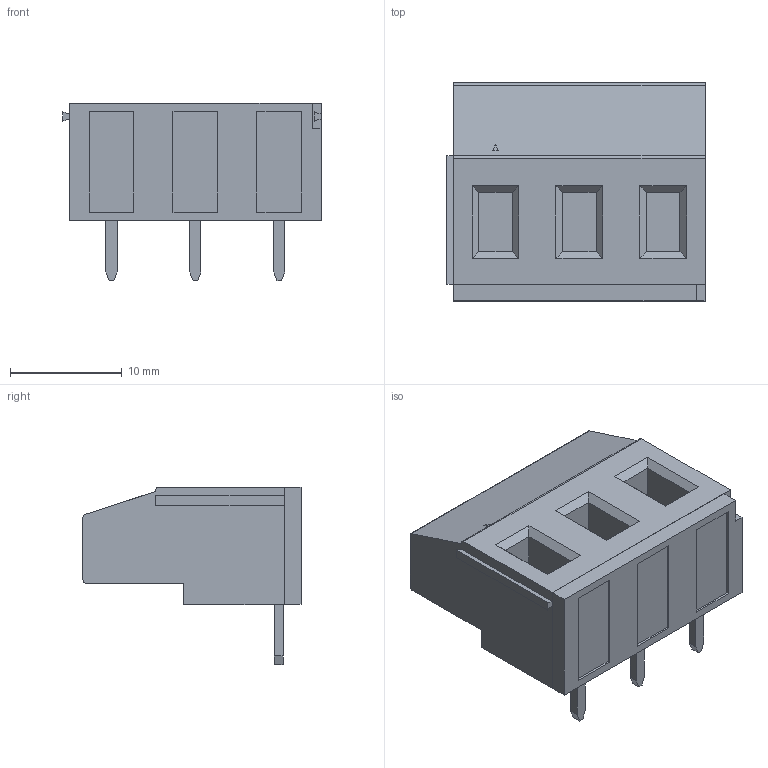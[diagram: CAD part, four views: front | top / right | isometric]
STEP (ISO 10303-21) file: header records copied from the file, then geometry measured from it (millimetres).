
FILE_DESCRIPTION (( 'STEP AP214' ), '1' );
FILE_NAME ('DG129R-7.5-03P-14-00AH.STEP', '2021-01-12T21:21:12', ( '' ), ( '' ), 'SwSTEP 2.0', 'SolidWorks 2020', '' );
FILE_SCHEMA (( 'AUTOMOTIVE_DESIGN' ));
Length unit declared in the file: millimetre
Products named in the file (1): DG129R-7.5-03P-14-00AH
Bounding box: 23.1 x 19.5 x 15.9 mm (x, y, z)
Volume: 3572.5 mm3; surface area: 2330.5 mm2
Topology: 1 solids, 1 shells, 487 faces, 1277 edges, 839 vertices
Faces by surface type: plane 273, bspline 166, cylinder 29, torus 15, cone 4
Entity records: 26893 total; most frequent: CARTESIAN_POINT 12022, ORIENTED_EDGE 2554, DIRECTION 1693, EDGE_CURVE 1277, VERTEX_POINT 839, LINE 829, VECTOR 829, EDGE_LOOP 534
